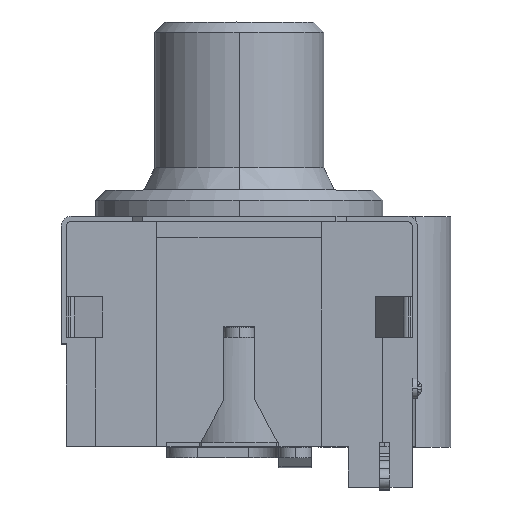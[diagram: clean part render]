
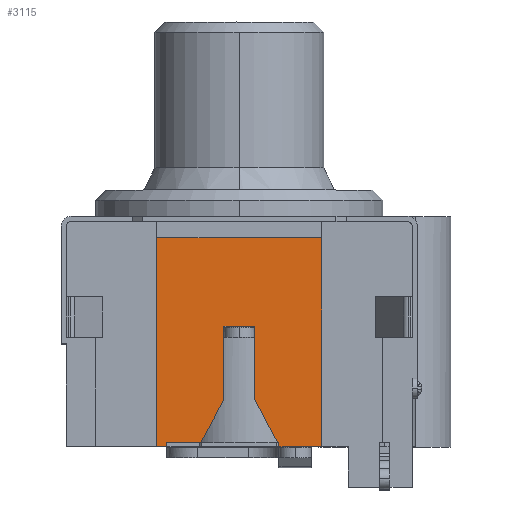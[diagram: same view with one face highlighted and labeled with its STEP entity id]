
A CAD part, top view. The second image highlights one B-rep face of the part: STEP entity #3115.
In plain terms, the highlighted planar face has unit normal (0, 0, 1).
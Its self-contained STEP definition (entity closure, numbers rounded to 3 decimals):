
#16 = LINE ( 'NONE', #2006, #16269 ) ;
#35 = CARTESIAN_POINT ( 'NONE',  ( -3.55, 0., 8.625 ) ) ;
#175 = VERTEX_POINT ( 'NONE', #7310 ) ;
#208 = VECTOR ( 'NONE', #14117, 1000. ) ;
#238 = CARTESIAN_POINT ( 'NONE',  ( -3.55, -5.9, 8.625 ) ) ;
#279 = CARTESIAN_POINT ( 'NONE',  ( -0.75, -6.1, 8.625 ) ) ;
#387 = ORIENTED_EDGE ( 'NONE', *, *, #9071, .T. ) ;
#545 = CARTESIAN_POINT ( 'NONE',  ( -1.375, -4.95, 8.625 ) ) ;
#549 = ORIENTED_EDGE ( 'NONE', *, *, #16597, .T. ) ;
#691 = LINE ( 'NONE', #12308, #10501 ) ;
#721 = CARTESIAN_POINT ( 'NONE',  ( 1.891, -5.9, 8.625 ) ) ;
#733 = DIRECTION ( 'NONE',  ( 0., 1., 0. ) ) ;
#734 = VERTEX_POINT ( 'NONE', #2722 ) ;
#815 = EDGE_CURVE ( 'NONE', #13844, #7044, #1069, .T. ) ;
#866 = LINE ( 'NONE', #4511, #7685 ) ;
#914 = LINE ( 'NONE', #15787, #14179 ) ;
#1069 = LINE ( 'NONE', #8834, #4502 ) ;
#1132 = CARTESIAN_POINT ( 'NONE',  ( 4.05, -6.1, 8.625 ) ) ;
#1149 = ORIENTED_EDGE ( 'NONE', *, *, #11105, .T. ) ;
#1167 = ORIENTED_EDGE ( 'NONE', *, *, #815, .F. ) ;
#1319 = DIRECTION ( 'NONE',  ( 0., 1., 0. ) ) ;
#1539 = ORIENTED_EDGE ( 'NONE', *, *, #6689, .F. ) ;
#1689 = DIRECTION ( 'NONE',  ( 1., 0., 0. ) ) ;
#1722 = VECTOR ( 'NONE', #5046, 1000. ) ;
#1754 = ORIENTED_EDGE ( 'NONE', *, *, #6155, .F. ) ;
#1850 = EDGE_CURVE ( 'NONE', #10454, #4273, #11769, .T. ) ;
#2006 = CARTESIAN_POINT ( 'NONE',  ( 0., -6.1, 8.625 ) ) ;
#2382 = VERTEX_POINT ( 'NONE', #10143 ) ;
#2494 = VECTOR ( 'NONE', #9550, 1000. ) ;
#2599 = DIRECTION ( 'NONE',  ( -0.478, 0.879, 0. ) ) ;
#2722 = CARTESIAN_POINT ( 'NONE',  ( 0.75, -0.75, 8.625 ) ) ;
#2849 = DIRECTION ( 'NONE',  ( 0., 1., 0. ) ) ;
#2935 = ORIENTED_EDGE ( 'NONE', *, *, #16473, .F. ) ;
#2983 = VECTOR ( 'NONE', #9989, 1000. ) ;
#3030 = CARTESIAN_POINT ( 'NONE',  ( -0.75, -0.2, 8.625 ) ) ;
#3115 = ADVANCED_FACE ( 'NONE', ( #14111 ), #3508, .T. ) ;
#3361 = LINE ( 'NONE', #11558, #10177 ) ;
#3485 = VERTEX_POINT ( 'NONE', #8015 ) ;
#3507 = CARTESIAN_POINT ( 'NONE',  ( 0.75, -6.1, 8.625 ) ) ;
#3508 = PLANE ( 'NONE',  #11614 ) ;
#3778 = ORIENTED_EDGE ( 'NONE', *, *, #6286, .F. ) ;
#3982 = CARTESIAN_POINT ( 'NONE',  ( -1.891, -5.9, 8.625 ) ) ;
#3984 = EDGE_LOOP ( 'NONE', ( #2935, #13987, #1539, #16017, #549, #1754, #16205, #3778, #1149, #12593, #10375, #5955, #1167, #15639, #13425, #4405, #4780, #9408, #387 ) ) ;
#4094 = CARTESIAN_POINT ( 'NONE',  ( 1.95, -6.65, 8.625 ) ) ;
#4128 = VECTOR ( 'NONE', #10407, 1000. ) ;
#4273 = VERTEX_POINT ( 'NONE', #15173 ) ;
#4405 = ORIENTED_EDGE ( 'NONE', *, *, #15446, .T. ) ;
#4409 = CARTESIAN_POINT ( 'NONE',  ( 0., -6.1, 8.625 ) ) ;
#4426 = DIRECTION ( 'NONE',  ( -0.478, -0.879, 0. ) ) ;
#4460 = DIRECTION ( 'NONE',  ( -1., 0., 0. ) ) ;
#4502 = VECTOR ( 'NONE', #8950, 1000. ) ;
#4511 = CARTESIAN_POINT ( 'NONE',  ( 0., -5.9, 8.625 ) ) ;
#4648 = DIRECTION ( 'NONE',  ( 0., -1., 0. ) ) ;
#4779 = VERTEX_POINT ( 'NONE', #7484 ) ;
#4780 = ORIENTED_EDGE ( 'NONE', *, *, #8947, .T. ) ;
#4849 = DIRECTION ( 'NONE',  ( 0., 0., 1. ) ) ;
#4895 = CARTESIAN_POINT ( 'NONE',  ( -0.75, 0., 8.625 ) ) ;
#4954 = VECTOR ( 'NONE', #2849, 1000. ) ;
#5046 = DIRECTION ( 'NONE',  ( 0., 1., 0. ) ) ;
#5353 = DIRECTION ( 'NONE',  ( 0., -1., 0. ) ) ;
#5521 = LINE ( 'NONE', #6317, #1722 ) ;
#5539 = CARTESIAN_POINT ( 'NONE',  ( -4.05, 4.15, 8.625 ) ) ;
#5562 = CARTESIAN_POINT ( 'NONE',  ( 0., 4.15, 8.625 ) ) ;
#5656 = DIRECTION ( 'NONE',  ( 0., 1., 0. ) ) ;
#5675 = DIRECTION ( 'NONE',  ( -1., 0., 0. ) ) ;
#5955 = ORIENTED_EDGE ( 'NONE', *, *, #6157, .T. ) ;
#6155 = EDGE_CURVE ( 'NONE', #2382, #13813, #13453, .T. ) ;
#6157 = EDGE_CURVE ( 'NONE', #14676, #7044, #10006, .T. ) ;
#6286 = EDGE_CURVE ( 'NONE', #175, #6609, #16655, .T. ) ;
#6317 = CARTESIAN_POINT ( 'NONE',  ( 0.75, -0.35, 8.625 ) ) ;
#6423 = CARTESIAN_POINT ( 'NONE',  ( 1.375, -4.95, 8.625 ) ) ;
#6487 = VECTOR ( 'NONE', #4426, 1000. ) ;
#6609 = VERTEX_POINT ( 'NONE', #1132 ) ;
#6689 = EDGE_CURVE ( 'NONE', #13465, #14843, #3361, .T. ) ;
#6812 = VECTOR ( 'NONE', #5353, 1000. ) ;
#6888 = LINE ( 'NONE', #545, #6487 ) ;
#7010 = CARTESIAN_POINT ( 'NONE',  ( 0.75, -3.8, 8.625 ) ) ;
#7044 = VERTEX_POINT ( 'NONE', #238 ) ;
#7289 = VERTEX_POINT ( 'NONE', #5539 ) ;
#7310 = CARTESIAN_POINT ( 'NONE',  ( 4.05, 4.15, 8.625 ) ) ;
#7484 = CARTESIAN_POINT ( 'NONE',  ( -0.75, -0.25, 8.625 ) ) ;
#7563 = LINE ( 'NONE', #4409, #14793 ) ;
#7685 = VECTOR ( 'NONE', #4460, 1000. ) ;
#7995 = VECTOR ( 'NONE', #733, 1000. ) ;
#8015 = CARTESIAN_POINT ( 'NONE',  ( 1.95, -5.9, 8.625 ) ) ;
#8359 = CARTESIAN_POINT ( 'NONE',  ( -0.75, -0.2, 8.625 ) ) ;
#8400 = LINE ( 'NONE', #3507, #11808 ) ;
#8440 = VERTEX_POINT ( 'NONE', #11035 ) ;
#8514 = VECTOR ( 'NONE', #5656, 1000. ) ;
#8834 = CARTESIAN_POINT ( 'NONE',  ( 0., -5.9, 8.625 ) ) ;
#8947 = EDGE_CURVE ( 'NONE', #4779, #11202, #11931, .T. ) ;
#8950 = DIRECTION ( 'NONE',  ( -1., 0., 0. ) ) ;
#9071 = EDGE_CURVE ( 'NONE', #14020, #8440, #691, .T. ) ;
#9309 = LINE ( 'NONE', #5562, #2494 ) ;
#9408 = ORIENTED_EDGE ( 'NONE', *, *, #16068, .T. ) ;
#9550 = DIRECTION ( 'NONE',  ( -1., 0., 0. ) ) ;
#9682 = EDGE_CURVE ( 'NONE', #10454, #13844, #6888, .T. ) ;
#9738 = DIRECTION ( 'NONE',  ( -1., 0., 0. ) ) ;
#9989 = DIRECTION ( 'NONE',  ( 0., 1., 0. ) ) ;
#10006 = LINE ( 'NONE', #35, #16458 ) ;
#10143 = CARTESIAN_POINT ( 'NONE',  ( 2., -6.1, 8.625 ) ) ;
#10177 = VECTOR ( 'NONE', #2599, 1000. ) ;
#10198 = CARTESIAN_POINT ( 'NONE',  ( -4.05, -6.1, 8.625 ) ) ;
#10200 = LINE ( 'NONE', #4895, #2983 ) ;
#10375 = ORIENTED_EDGE ( 'NONE', *, *, #12957, .F. ) ;
#10407 = DIRECTION ( 'NONE',  ( 0., -1., 0. ) ) ;
#10454 = VERTEX_POINT ( 'NONE', #16559 ) ;
#10501 = VECTOR ( 'NONE', #4648, 1000. ) ;
#11035 = CARTESIAN_POINT ( 'NONE',  ( 0.75, -0.25, 8.625 ) ) ;
#11105 = EDGE_CURVE ( 'NONE', #175, #7289, #9309, .T. ) ;
#11164 = DIRECTION ( 'NONE',  ( 0., -1., 0. ) ) ;
#11184 = EDGE_CURVE ( 'NONE', #3485, #13465, #866, .T. ) ;
#11202 = VERTEX_POINT ( 'NONE', #8359 ) ;
#11410 = LINE ( 'NONE', #14800, #7995 ) ;
#11558 = CARTESIAN_POINT ( 'NONE',  ( 1.375, -4.95, 8.625 ) ) ;
#11614 = AXIS2_PLACEMENT_3D ( 'NONE', #12527, #4849, #13823 ) ;
#11748 = VERTEX_POINT ( 'NONE', #10198 ) ;
#11769 = LINE ( 'NONE', #279, #4954 ) ;
#11808 = VECTOR ( 'NONE', #11164, 1000. ) ;
#11931 = LINE ( 'NONE', #3030, #8514 ) ;
#12025 = CARTESIAN_POINT ( 'NONE',  ( 0.75, -0.2, 8.625 ) ) ;
#12308 = CARTESIAN_POINT ( 'NONE',  ( 0.75, -0.35, 8.625 ) ) ;
#12524 = EDGE_CURVE ( 'NONE', #11748, #7289, #11410, .T. ) ;
#12527 = CARTESIAN_POINT ( 'NONE',  ( 0., 0., 8.625 ) ) ;
#12593 = ORIENTED_EDGE ( 'NONE', *, *, #12524, .F. ) ;
#12940 = CARTESIAN_POINT ( 'NONE',  ( 1.95, -6.008, 8.625 ) ) ;
#12957 = EDGE_CURVE ( 'NONE', #14676, #11748, #7563, .T. ) ;
#13103 = CARTESIAN_POINT ( 'NONE',  ( 4.05, 0., 8.625 ) ) ;
#13425 = ORIENTED_EDGE ( 'NONE', *, *, #1850, .T. ) ;
#13453 = LINE ( 'NONE', #6423, #208 ) ;
#13465 = VERTEX_POINT ( 'NONE', #721 ) ;
#13813 = VERTEX_POINT ( 'NONE', #12940 ) ;
#13823 = DIRECTION ( 'NONE',  ( 1., 0., 0. ) ) ;
#13844 = VERTEX_POINT ( 'NONE', #3982 ) ;
#13944 = LINE ( 'NONE', #4094, #4128 ) ;
#13987 = ORIENTED_EDGE ( 'NONE', *, *, #15398, .T. ) ;
#14020 = VERTEX_POINT ( 'NONE', #12025 ) ;
#14111 = FACE_OUTER_BOUND ( 'NONE', #3984, .T. ) ;
#14117 = DIRECTION ( 'NONE',  ( -0.478, 0.879, 0. ) ) ;
#14179 = VECTOR ( 'NONE', #1689, 1000. ) ;
#14312 = CARTESIAN_POINT ( 'NONE',  ( -3.55, -6.1, 8.625 ) ) ;
#14676 = VERTEX_POINT ( 'NONE', #14312 ) ;
#14793 = VECTOR ( 'NONE', #5675, 1000. ) ;
#14800 = CARTESIAN_POINT ( 'NONE',  ( -4.05, 0., 8.625 ) ) ;
#14843 = VERTEX_POINT ( 'NONE', #7010 ) ;
#14979 = EDGE_CURVE ( 'NONE', #6609, #2382, #16, .T. ) ;
#15173 = CARTESIAN_POINT ( 'NONE',  ( -0.75, -0.75, 8.625 ) ) ;
#15398 = EDGE_CURVE ( 'NONE', #734, #14843, #8400, .T. ) ;
#15446 = EDGE_CURVE ( 'NONE', #4273, #4779, #10200, .T. ) ;
#15639 = ORIENTED_EDGE ( 'NONE', *, *, #9682, .F. ) ;
#15787 = CARTESIAN_POINT ( 'NONE',  ( 0.75, -0.2, 8.625 ) ) ;
#16017 = ORIENTED_EDGE ( 'NONE', *, *, #11184, .F. ) ;
#16068 = EDGE_CURVE ( 'NONE', #11202, #14020, #914, .T. ) ;
#16205 = ORIENTED_EDGE ( 'NONE', *, *, #14979, .F. ) ;
#16269 = VECTOR ( 'NONE', #9738, 1000. ) ;
#16458 = VECTOR ( 'NONE', #1319, 1000. ) ;
#16473 = EDGE_CURVE ( 'NONE', #734, #8440, #5521, .T. ) ;
#16559 = CARTESIAN_POINT ( 'NONE',  ( -0.75, -3.8, 8.625 ) ) ;
#16597 = EDGE_CURVE ( 'NONE', #3485, #13813, #13944, .T. ) ;
#16655 = LINE ( 'NONE', #13103, #6812 ) ;
